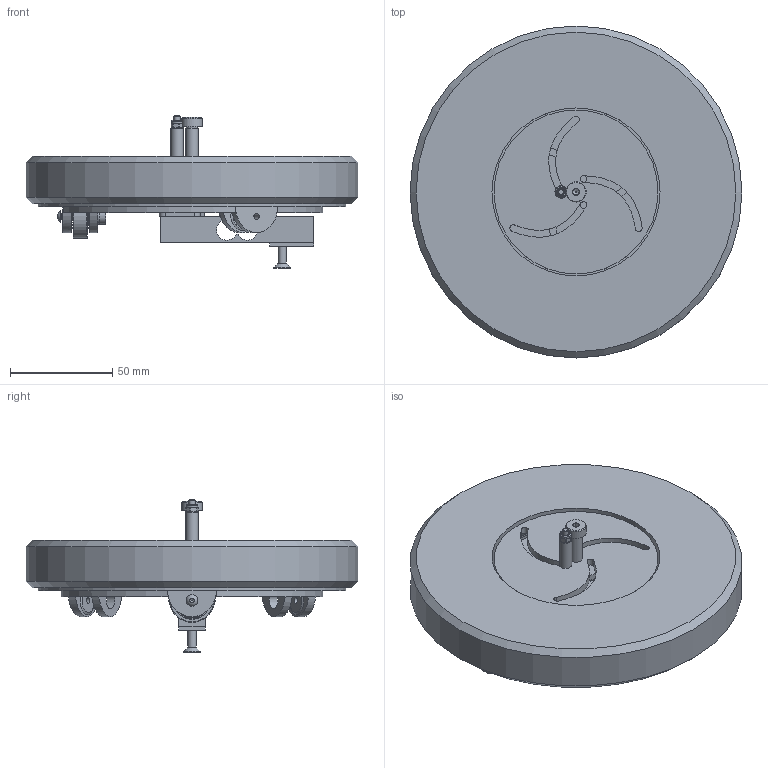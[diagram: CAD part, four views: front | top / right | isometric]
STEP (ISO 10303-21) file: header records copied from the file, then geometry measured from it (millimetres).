
FILE_DESCRIPTION(('FreeCAD Model'),'2;1');
FILE_NAME('Open CASCADE Shape Model','2022-03-26T21:11:56',(''),(''), 'Open CASCADE STEP processor 7.5','FreeCAD','Unknown');
FILE_SCHEMA(('AUTOMOTIVE_DESIGN { 1 0 10303 214 1 1 1 1 }'));
Length unit declared in the file: millimetre
Products named in the file (42): Chrisousel; Load Cell 5kg; Bearing Pin; Bottom Bearing Plate; Load Cell Bottom Shim; Inner Movable Ring; Bottom Inner Ring; Bottom Outer Ring; Round Jaw; CenterPinJig; Hardware STEPs; M3x12-Screw (Bottom Inner Ring to Bottom Outer Ring); 5mm Locking Shaft Collar (Top Motion Isolator); 92605A650_STAINLESS STEEL FLAT-TIP SET SCREW; SOLID001; _08_2RS_Skate_Board_Ball_Bearing; Ball 001; Ball 002; Ball 003; Ball 004; Ball 005; Ball 006; Ball 007; Cage 001; Cage 002; Rivet 001; Rivet 002; Rivet 003; Rivet 004; Rivet 005; Rivet 006; Rivet 007; Outer Ring001; Inner Ring001; Seal 001; Seal 002; M4x14-Screw (Bearing Plate to Load Cell); M3x8-Screw (Bearing Plate to Bearing Pin); M3x35-Screw (Jaws); M3-Nut (Jaws) ...
Assembly tree (41 placements, depth 4):
  Chrisousel
    Load Cell 5kg
    Bearing Pin
    Bottom Bearing Plate
    Load Cell Bottom Shim
    Inner Movable Ring
    Bottom Inner Ring
    Bottom Outer Ring
    Round Jaw
    CenterPinJig
    Hardware STEPs
      M3x12-Screw (Bottom Inner Ring to Bottom Outer Ring)
      5mm Locking Shaft Collar (Top Motion Isolator)
        92605A650_STAINLESS STEEL FLAT-TIP SET SCREW
        SOLID001
      _08_2RS_Skate_Board_Ball_Bearing
        Ball 001
        Ball 002
        Ball 003
        Ball 004
        Ball 005
        Ball 006
        Ball 007
        Cage 001
        Cage 002
        Rivet 001
        Rivet 002
        Rivet 003
        Rivet 004
        Rivet 005
        Rivet 006
        Rivet 007
        Outer Ring001
        Inner Ring001
        Seal 001
        Seal 002
      M4x14-Screw (Bearing Plate to Load Cell)
      M3x8-Screw (Bearing Plate to Bearing Pin)
      M3x35-Screw (Jaws)
      M3-Nut (Jaws)
      M4x20-Screw (Drybox Wall to Load Cell w/Spacer)
      M5x40-Screw (Center Shoulder Bolt)
Bounding box: 162 x 162 x 74.45 mm (x, y, z)
Volume: 301344 mm3; surface area: 151471.9 mm2
Topology: 38 solids, 38 shells, 665 faces, 1619 edges, 1048 vertices
Faces by surface type: plane 289, cylinder 201, sphere 71, cone 65, extrusion 18, revolution 9, torus 9, bspline 3
Full cylindrical faces by diameter (mm): 0.5 x21, 2.35 x7, 2.5 x1, 2.529 x1, 3 x19, 3.3 x5, 3.4 x1, 3.5 x1, 4 x12, 5 x2, 5.4 x2, 5.495 x1, 5.7 x2, 6 x3, 7.8 x1, 8 x3, 8.25 x2, 8.3 x3, 9 x1, 10 x2, 11 x4, 11.4 x2, 12 x4, 13 x2, 17 x2, 18 x4, 18.4 x2, 19 x4, 22 x1, 78 x1
Entity records: 54135 total; most frequent: CARTESIAN_POINT 21246, DIRECTION 6149, ORIENTED_EDGE 3154, PCURVE 3154, DEFINITIONAL_REPRESENTATION 3154, VECTOR 2484, LINE 2466, AXIS2_PLACEMENT_3D 1585
